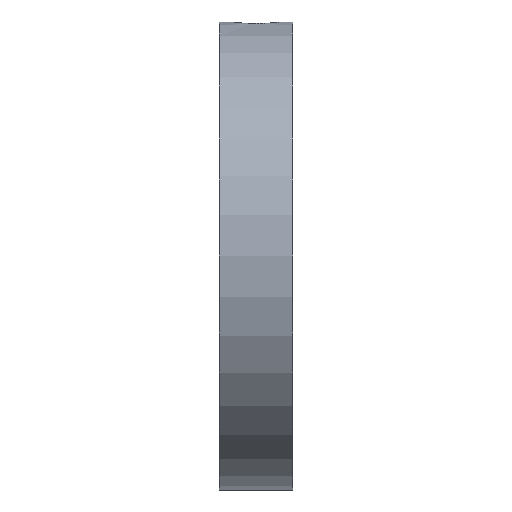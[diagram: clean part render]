
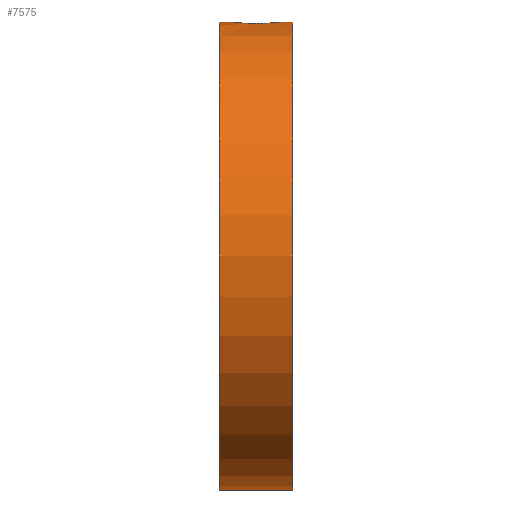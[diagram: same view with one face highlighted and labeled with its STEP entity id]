
A CAD part, left-side view. The second image highlights one B-rep face of the part: STEP entity #7575.
In plain terms, the highlighted cylindrical face has radius 31.9 mm (diameter 63.8 mm), a partial arc.
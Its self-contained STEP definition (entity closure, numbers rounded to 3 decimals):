
#69 = CARTESIAN_POINT ( 'NONE',  ( 0., -3.449, 31.9 ) ) ;
#111 = DIRECTION ( 'NONE',  ( 0., -1., 0. ) ) ;
#200 = EDGE_CURVE ( 'NONE', #10161, #10207, #1230, .T. ) ;
#238 = CARTESIAN_POINT ( 'NONE',  ( -2.147, -2.757, 31.829 ) ) ;
#712 = CARTESIAN_POINT ( 'NONE',  ( 0., 5., -31.9 ) ) ;
#720 = CARTESIAN_POINT ( 'NONE',  ( -2.777, 2.104, 31.779 ) ) ;
#883 = CARTESIAN_POINT ( 'NONE',  ( -2.63, 2.281, 31.792 ) ) ;
#914 = AXIS2_PLACEMENT_3D ( 'NONE', #10210, #111, #9038 ) ;
#1230 = B_SPLINE_CURVE_WITH_KNOTS ( 'NONE', 3,
 ( #69, #14127, #14367, #8913, #1258, #1335, #6558, #11760, #238, #5383, #10501, #11684, #2613, #6475, #8999, #2525, #2855, #12860, #15619, #4112 ),
 .UNSPECIFIED., .F., .F.,
 ( 4, 2, 2, 2, 2, 2, 2, 2, 2, 4 ),
 ( 0.75, 0.781, 0.797, 0.812, 0.875, 0.906, 0.937, 0.953, 0.969, 1. ),
 .UNSPECIFIED. ) ;
#1258 = CARTESIAN_POINT ( 'NONE',  ( -0.905, -3.333, 31.887 ) ) ;
#1335 = CARTESIAN_POINT ( 'NONE',  ( -1.125, -3.267, 31.88 ) ) ;
#1907 = VERTEX_POINT ( 'NONE', #12157 ) ;
#1931 = DIRECTION ( 'NONE',  ( 0., 1., 0. ) ) ;
#1989 = CARTESIAN_POINT ( 'NONE',  ( -3.139, 1.53, 31.745 ) ) ;
#2067 = DIRECTION ( 'NONE',  ( 0., -1., 0. ) ) ;
#2076 = CARTESIAN_POINT ( 'NONE',  ( -3.271, 1.217, 31.732 ) ) ;
#2258 = AXIS2_PLACEMENT_3D ( 'NONE', #8499, #1931, #13449 ) ;
#2276 = ORIENTED_EDGE ( 'NONE', *, *, #9188, .T. ) ;
#2460 = CARTESIAN_POINT ( 'NONE',  ( 0., -5., -31.9 ) ) ;
#2501 = CARTESIAN_POINT ( 'NONE',  ( 0., -3.449, 31.9 ) ) ;
#2525 = CARTESIAN_POINT ( 'NONE',  ( -3.377, -0.892, 31.721 ) ) ;
#2613 = CARTESIAN_POINT ( 'NONE',  ( -3.139, -1.53, 31.745 ) ) ;
#2855 = CARTESIAN_POINT ( 'NONE',  ( -3.404, -0.783, 31.718 ) ) ;
#3420 = CARTESIAN_POINT ( 'NONE',  ( -0.229, 3.449, 31.9 ) ) ;
#3431 = CARTESIAN_POINT ( 'NONE',  ( 0., 5., 31.9 ) ) ;
#3991 = CYLINDRICAL_SURFACE ( 'NONE', #914, 31.9 ) ;
#4112 = CARTESIAN_POINT ( 'NONE',  ( -3.494, 0., 31.708 ) ) ;
#4427 = LINE ( 'NONE', #712, #5469 ) ;
#4521 = CARTESIAN_POINT ( 'NONE',  ( -3.404, 0.783, 31.718 ) ) ;
#4691 = CARTESIAN_POINT ( 'NONE',  ( -0.793, 3.36, 31.89 ) ) ;
#4939 = CARTESIAN_POINT ( 'NONE',  ( 0., 5., 31.9 ) ) ;
#5100 = ORIENTED_EDGE ( 'NONE', *, *, #8614, .F. ) ;
#5232 = LINE ( 'NONE', #15474, #9032 ) ;
#5383 = CARTESIAN_POINT ( 'NONE',  ( -2.631, -2.28, 31.792 ) ) ;
#5438 = CARTESIAN_POINT ( 'NONE',  ( -3.494, 0., 31.708 ) ) ;
#5469 = VECTOR ( 'NONE', #2067, 1000. ) ;
#5697 = VERTEX_POINT ( 'NONE', #4939 ) ;
#5864 = CARTESIAN_POINT ( 'NONE',  ( -1.758, 3.014, 31.854 ) ) ;
#5945 = CARTESIAN_POINT ( 'NONE',  ( -0.905, 3.333, 31.887 ) ) ;
#6023 = CIRCLE ( 'NONE', #11389, 31.9 ) ;
#6475 = CARTESIAN_POINT ( 'NONE',  ( -3.271, -1.217, 31.732 ) ) ;
#6558 = CARTESIAN_POINT ( 'NONE',  ( -1.232, -3.229, 31.876 ) ) ;
#6940 = DIRECTION ( 'NONE',  ( 0., 0., 1. ) ) ;
#7083 = VERTEX_POINT ( 'NONE', #14181 ) ;
#7122 = CARTESIAN_POINT ( 'NONE',  ( -3.032, 1.727, 31.756 ) ) ;
#7198 = CARTESIAN_POINT ( 'NONE',  ( -1.125, 3.267, 31.88 ) ) ;
#7305 = EDGE_CURVE ( 'NONE', #7083, #5697, #6023, .T. ) ;
#7575 = ADVANCED_FACE ( 'NONE', ( #12647 ), #3991, .T. ) ;
#7864 = VECTOR ( 'NONE', #13677, 1000. ) ;
#8499 = CARTESIAN_POINT ( 'NONE',  ( 0., -5., 0. ) ) ;
#8547 = CARTESIAN_POINT ( 'NONE',  ( 0., 3.449, 31.9 ) ) ;
#8614 = EDGE_CURVE ( 'NONE', #10161, #1907, #12336, .T. ) ;
#8913 = CARTESIAN_POINT ( 'NONE',  ( -0.793, -3.36, 31.89 ) ) ;
#8999 = CARTESIAN_POINT ( 'NONE',  ( -3.31, -1.11, 31.728 ) ) ;
#9032 = VECTOR ( 'NONE', #14210, 1000. ) ;
#9038 = DIRECTION ( 'NONE',  ( 0., 0., -1. ) ) ;
#9188 = EDGE_CURVE ( 'NONE', #7083, #13482, #4427, .T. ) ;
#9208 = B_SPLINE_CURVE_WITH_KNOTS ( 'NONE', 3,
 ( #13338, #16025, #13590, #4521, #9642, #13500, #2076, #1989, #7122, #720, #883, #9811, #5864, #12324, #7198, #5945, #4691, #14934, #3420, #8547 ),
 .UNSPECIFIED., .F., .F.,
 ( 4, 2, 2, 2, 2, 2, 2, 2, 2, 4 ),
 ( 0., 0.031, 0.047, 0.063, 0.094, 0.125, 0.188, 0.203, 0.219, 0.25 ),
 .UNSPECIFIED. ) ;
#9250 = ORIENTED_EDGE ( 'NONE', *, *, #15111, .F. ) ;
#9301 = DIRECTION ( 'NONE',  ( 0., 1., 0. ) ) ;
#9642 = CARTESIAN_POINT ( 'NONE',  ( -3.377, 0.892, 31.721 ) ) ;
#9811 = CARTESIAN_POINT ( 'NONE',  ( -2.147, 2.757, 31.829 ) ) ;
#9978 = ORIENTED_EDGE ( 'NONE', *, *, #200, .T. ) ;
#10161 = VERTEX_POINT ( 'NONE', #2501 ) ;
#10207 = VERTEX_POINT ( 'NONE', #5438 ) ;
#10210 = CARTESIAN_POINT ( 'NONE',  ( 0., 5., 0. ) ) ;
#10501 = CARTESIAN_POINT ( 'NONE',  ( -2.777, -2.104, 31.779 ) ) ;
#10640 = CARTESIAN_POINT ( 'NONE',  ( 0., 5., 0. ) ) ;
#10949 = ORIENTED_EDGE ( 'NONE', *, *, #15627, .T. ) ;
#11389 = AXIS2_PLACEMENT_3D ( 'NONE', #10640, #9301, #6940 ) ;
#11502 = ORIENTED_EDGE ( 'NONE', *, *, #16435, .T. ) ;
#11684 = CARTESIAN_POINT ( 'NONE',  ( -3.033, -1.727, 31.756 ) ) ;
#11760 = CARTESIAN_POINT ( 'NONE',  ( -1.759, -3.014, 31.854 ) ) ;
#12157 = CARTESIAN_POINT ( 'NONE',  ( 0., -5., 31.9 ) ) ;
#12324 = CARTESIAN_POINT ( 'NONE',  ( -1.232, 3.229, 31.876 ) ) ;
#12336 = LINE ( 'NONE', #3431, #7864 ) ;
#12536 = CARTESIAN_POINT ( 'NONE',  ( 0., 3.449, 31.9 ) ) ;
#12647 = FACE_OUTER_BOUND ( 'NONE', #16042, .T. ) ;
#12860 = CARTESIAN_POINT ( 'NONE',  ( -3.471, -0.451, 31.711 ) ) ;
#13095 = ORIENTED_EDGE ( 'NONE', *, *, #7305, .F. ) ;
#13338 = CARTESIAN_POINT ( 'NONE',  ( -3.494, 0., 31.708 ) ) ;
#13449 = DIRECTION ( 'NONE',  ( 0., 0., 1. ) ) ;
#13482 = VERTEX_POINT ( 'NONE', #2460 ) ;
#13500 = CARTESIAN_POINT ( 'NONE',  ( -3.31, 1.11, 31.728 ) ) ;
#13590 = CARTESIAN_POINT ( 'NONE',  ( -3.471, 0.452, 31.711 ) ) ;
#13677 = DIRECTION ( 'NONE',  ( 0., -1., 0. ) ) ;
#14127 = CARTESIAN_POINT ( 'NONE',  ( -0.229, -3.449, 31.9 ) ) ;
#14181 = CARTESIAN_POINT ( 'NONE',  ( 0., 5., -31.9 ) ) ;
#14210 = DIRECTION ( 'NONE',  ( 0., -1., 0. ) ) ;
#14367 = CARTESIAN_POINT ( 'NONE',  ( -0.456, -3.427, 31.898 ) ) ;
#14853 = VERTEX_POINT ( 'NONE', #12536 ) ;
#14876 = CIRCLE ( 'NONE', #2258, 31.9 ) ;
#14934 = CARTESIAN_POINT ( 'NONE',  ( -0.456, 3.427, 31.898 ) ) ;
#15111 = EDGE_CURVE ( 'NONE', #5697, #14853, #5232, .T. ) ;
#15474 = CARTESIAN_POINT ( 'NONE',  ( 0., 5., 31.9 ) ) ;
#15619 = CARTESIAN_POINT ( 'NONE',  ( -3.494, -0.227, 31.708 ) ) ;
#15627 = EDGE_CURVE ( 'NONE', #10207, #14853, #9208, .T. ) ;
#16025 = CARTESIAN_POINT ( 'NONE',  ( -3.494, 0.227, 31.708 ) ) ;
#16042 = EDGE_LOOP ( 'NONE', ( #9250, #13095, #2276, #11502, #5100, #9978, #10949 ) ) ;
#16435 = EDGE_CURVE ( 'NONE', #13482, #1907, #14876, .T. ) ;
